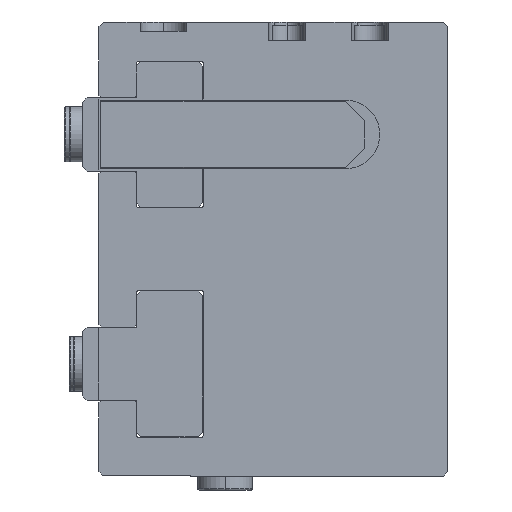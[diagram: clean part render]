
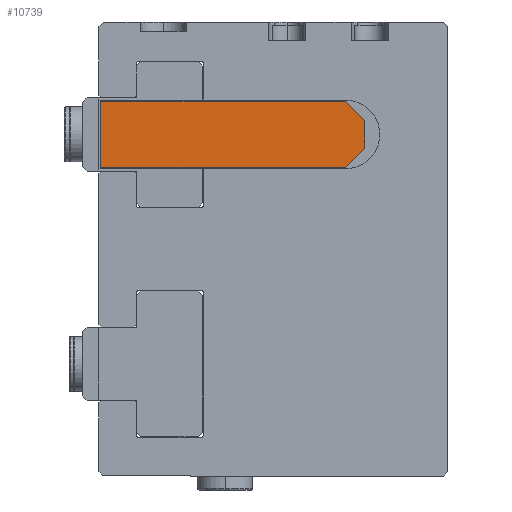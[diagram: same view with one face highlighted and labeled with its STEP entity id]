
A CAD part, left-side view. The second image highlights one B-rep face of the part: STEP entity #10739.
In plain terms, the highlighted planar face has unit normal (-1, 0, 0).
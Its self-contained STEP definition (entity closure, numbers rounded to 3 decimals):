
#305 = CARTESIAN_POINT ( 'NONE',  ( 0., -53.3, 7.2 ) ) ;
#682 = VERTEX_POINT ( 'NONE', #10429 ) ;
#717 = CARTESIAN_POINT ( 'NONE',  ( 0., -57.5, 3. ) ) ;
#926 = DIRECTION ( 'NONE',  ( 0., 0., -1. ) ) ;
#1060 = CARTESIAN_POINT ( 'NONE',  ( 0., 0., -7.2 ) ) ;
#1277 = PLANE ( 'NONE',  #8522 ) ;
#1705 = VERTEX_POINT ( 'NONE', #1060 ) ;
#1716 = EDGE_LOOP ( 'NONE', ( #3573, #4970, #8073, #6419, #6842, #10015 ) ) ;
#1860 = CARTESIAN_POINT ( 'NONE',  ( 0., -57.5, 0. ) ) ;
#1998 = LINE ( 'NONE', #305, #2525 ) ;
#2525 = VECTOR ( 'NONE', #3845, 1000. ) ;
#2915 = CARTESIAN_POINT ( 'NONE',  ( 0., -53.3, -7.2 ) ) ;
#3573 = ORIENTED_EDGE ( 'NONE', *, *, #5315, .F. ) ;
#3845 = DIRECTION ( 'NONE',  ( 0., -0.707, -0.707 ) ) ;
#3990 = EDGE_CURVE ( 'NONE', #682, #6315, #1998, .T. ) ;
#4010 = LINE ( 'NONE', #10159, #8531 ) ;
#4035 = CARTESIAN_POINT ( 'NONE',  ( 0., -57.5, -3. ) ) ;
#4165 = LINE ( 'NONE', #7715, #4495 ) ;
#4182 = EDGE_CURVE ( 'NONE', #9737, #8950, #4165, .T. ) ;
#4338 = LINE ( 'NONE', #1860, #8614 ) ;
#4495 = VECTOR ( 'NONE', #7597, 1000. ) ;
#4785 = LINE ( 'NONE', #5016, #8539 ) ;
#4970 = ORIENTED_EDGE ( 'NONE', *, *, #3990, .F. ) ;
#5016 = CARTESIAN_POINT ( 'NONE',  ( 0., -28.75, -7.2 ) ) ;
#5044 = VERTEX_POINT ( 'NONE', #8311 ) ;
#5186 = DIRECTION ( 'NONE',  ( 0., -1., 0. ) ) ;
#5297 = LINE ( 'NONE', #11463, #7077 ) ;
#5315 = EDGE_CURVE ( 'NONE', #6315, #9737, #4338, .T. ) ;
#6315 = VERTEX_POINT ( 'NONE', #717 ) ;
#6419 = ORIENTED_EDGE ( 'NONE', *, *, #10948, .F. ) ;
#6561 = EDGE_CURVE ( 'NONE', #5044, #682, #5297, .T. ) ;
#6784 = DIRECTION ( 'NONE',  ( 0., 0., 1. ) ) ;
#6842 = ORIENTED_EDGE ( 'NONE', *, *, #11256, .F. ) ;
#7077 = VECTOR ( 'NONE', #5186, 1000. ) ;
#7597 = DIRECTION ( 'NONE',  ( 0., 0.707, -0.707 ) ) ;
#7715 = CARTESIAN_POINT ( 'NONE',  ( 0., -57.5, -3. ) ) ;
#7830 = CARTESIAN_POINT ( 'NONE',  ( 0., -28.75, 0. ) ) ;
#7931 = DIRECTION ( 'NONE',  ( 0., 0., -1. ) ) ;
#8073 = ORIENTED_EDGE ( 'NONE', *, *, #6561, .F. ) ;
#8311 = CARTESIAN_POINT ( 'NONE',  ( 0., 0., 7.2 ) ) ;
#8413 = FACE_OUTER_BOUND ( 'NONE', #1716, .T. ) ;
#8522 = AXIS2_PLACEMENT_3D ( 'NONE', #7830, #8811, #7931 ) ;
#8531 = VECTOR ( 'NONE', #6784, 1000. ) ;
#8539 = VECTOR ( 'NONE', #11098, 1000. ) ;
#8614 = VECTOR ( 'NONE', #926, 1000. ) ;
#8811 = DIRECTION ( 'NONE',  ( 1., 0., 0. ) ) ;
#8950 = VERTEX_POINT ( 'NONE', #2915 ) ;
#9737 = VERTEX_POINT ( 'NONE', #4035 ) ;
#10015 = ORIENTED_EDGE ( 'NONE', *, *, #4182, .F. ) ;
#10159 = CARTESIAN_POINT ( 'NONE',  ( 0., 0., 7.5 ) ) ;
#10429 = CARTESIAN_POINT ( 'NONE',  ( 0., -53.3, 7.2 ) ) ;
#10739 = ADVANCED_FACE ( 'NONE', ( #8413 ), #1277, .F. ) ;
#10948 = EDGE_CURVE ( 'NONE', #1705, #5044, #4010, .T. ) ;
#11098 = DIRECTION ( 'NONE',  ( 0., 1., 0. ) ) ;
#11256 = EDGE_CURVE ( 'NONE', #8950, #1705, #4785, .T. ) ;
#11463 = CARTESIAN_POINT ( 'NONE',  ( 0., -28.75, 7.2 ) ) ;
